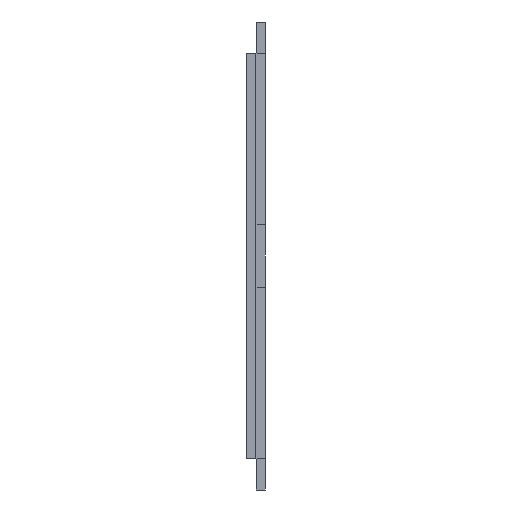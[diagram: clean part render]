
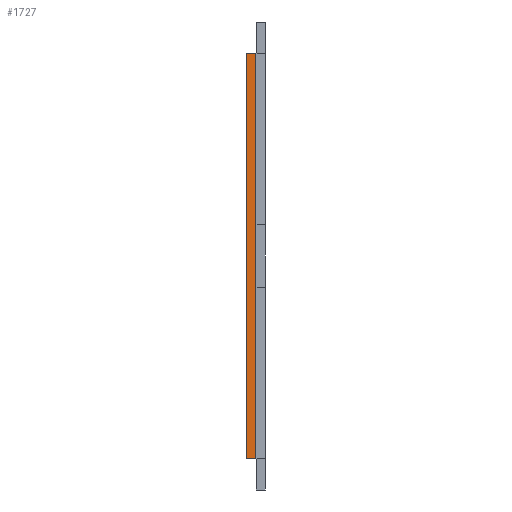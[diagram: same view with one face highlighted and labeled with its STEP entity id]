
A CAD part, left-side view. The second image highlights one B-rep face of the part: STEP entity #1727.
In plain terms, the highlighted planar face has unit normal (-1, 0, 0).
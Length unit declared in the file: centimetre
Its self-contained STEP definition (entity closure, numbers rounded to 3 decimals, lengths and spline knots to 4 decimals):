
#168 = DIRECTION ( 'NONE',  ( 0., 0., 1. ) ) ;
#235 = VERTEX_POINT ( 'NONE', #3475 ) ;
#393 = CARTESIAN_POINT ( 'NONE',  ( -0.6, 0.3, 6.6871 ) ) ;
#430 = CARTESIAN_POINT ( 'NONE',  ( -0.6, 0.3, -6.3871 ) ) ;
#1143 = VERTEX_POINT ( 'NONE', #8910 ) ;
#1449 = DIRECTION ( 'NONE',  ( 0., 0., 1. ) ) ;
#1590 = ORIENTED_EDGE ( 'NONE', *, *, #9948, .T. ) ;
#1727 = ADVANCED_FACE ( 'NONE', ( #9793 ), #2757, .F. ) ;
#2190 = VECTOR ( 'NONE', #1449, 100. ) ;
#2239 = DIRECTION ( 'NONE',  ( 0., -1., 0. ) ) ;
#2436 = CARTESIAN_POINT ( 'NONE',  ( -0.6, 0., -6.3871 ) ) ;
#2757 = PLANE ( 'NONE',  #5705 ) ;
#3475 = CARTESIAN_POINT ( 'NONE',  ( -0.6, 0., -6.3871 ) ) ;
#3617 = CARTESIAN_POINT ( 'NONE',  ( -0.6, 0.3, -6.3871 ) ) ;
#3684 = CARTESIAN_POINT ( 'NONE',  ( -0.6, 0.3, -6.3871 ) ) ;
#3981 = VECTOR ( 'NONE', #8248, 100. ) ;
#4040 = VERTEX_POINT ( 'NONE', #6402 ) ;
#4520 = ORIENTED_EDGE ( 'NONE', *, *, #4883, .F. ) ;
#4633 = CARTESIAN_POINT ( 'NONE',  ( -0.6, 0.3, -6.3871 ) ) ;
#4883 = EDGE_CURVE ( 'NONE', #1143, #4040, #9073, .T. ) ;
#5350 = VERTEX_POINT ( 'NONE', #3617 ) ;
#5705 = AXIS2_PLACEMENT_3D ( 'NONE', #430, #5891, #9941 ) ;
#5891 = DIRECTION ( 'NONE',  ( 1., 0., 0. ) ) ;
#6065 = LINE ( 'NONE', #4633, #2190 ) ;
#6402 = CARTESIAN_POINT ( 'NONE',  ( -0.6, 0., 6.6871 ) ) ;
#7110 = LINE ( 'NONE', #2436, #8588 ) ;
#7653 = ORIENTED_EDGE ( 'NONE', *, *, #9314, .T. ) ;
#8115 = VECTOR ( 'NONE', #2239, 100. ) ;
#8248 = DIRECTION ( 'NONE',  ( 0., -1., 0. ) ) ;
#8515 = EDGE_CURVE ( 'NONE', #5350, #1143, #6065, .T. ) ;
#8544 = LINE ( 'NONE', #3684, #8115 ) ;
#8588 = VECTOR ( 'NONE', #168, 100. ) ;
#8593 = ORIENTED_EDGE ( 'NONE', *, *, #8515, .F. ) ;
#8910 = CARTESIAN_POINT ( 'NONE',  ( -0.6, 0.3, 6.6871 ) ) ;
#9073 = LINE ( 'NONE', #393, #3981 ) ;
#9314 = EDGE_CURVE ( 'NONE', #235, #4040, #7110, .T. ) ;
#9478 = EDGE_LOOP ( 'NONE', ( #7653, #4520, #8593, #1590 ) ) ;
#9793 = FACE_OUTER_BOUND ( 'NONE', #9478, .T. ) ;
#9941 = DIRECTION ( 'NONE',  ( 0., 0., -1. ) ) ;
#9948 = EDGE_CURVE ( 'NONE', #5350, #235, #8544, .T. ) ;
